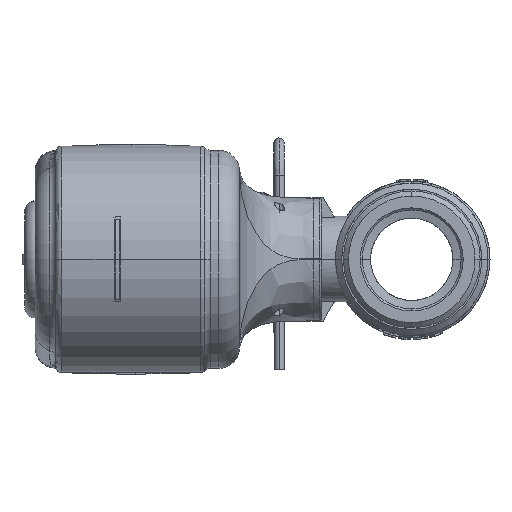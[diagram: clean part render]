
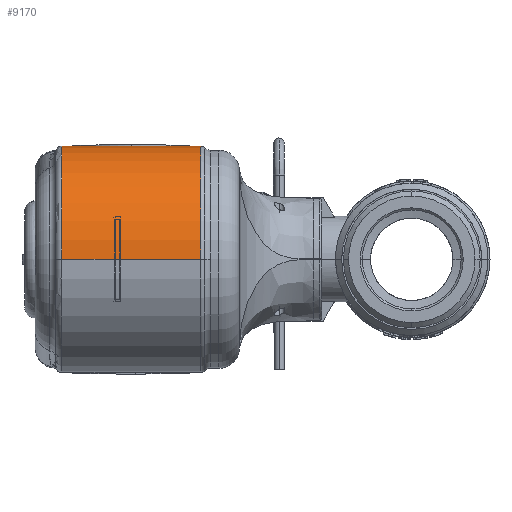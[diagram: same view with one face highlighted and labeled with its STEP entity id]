
A CAD part, left-side view. The second image highlights one B-rep face of the part: STEP entity #9170.
In plain terms, the highlighted cylindrical face has radius 27.5 mm (diameter 55 mm), a partial arc.
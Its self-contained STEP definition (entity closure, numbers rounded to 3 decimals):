
#5284=CARTESIAN_POINT('Vertex',(-68.365,44.932,281.111)) ;
#5287=CARTESIAN_POINT('Line Origine',(-68.365,28.089,281.111)) ;
#5291=CARTESIAN_POINT('Vertex',(-68.365,11.246,281.111)) ;
#6818=CARTESIAN_POINT('Vertex',(-95.865,44.932,253.611)) ;
#6843=CARTESIAN_POINT('Axis2P3D Location',(-68.365,44.932,253.611)) ;
#7016=CARTESIAN_POINT('Axis2P3D Location',(-68.365,46.432,253.611)) ;
#7021=CARTESIAN_POINT('Line Origine',(-95.865,46.432,253.611)) ;
#7025=CARTESIAN_POINT('Vertex',(-95.865,11.246,253.611)) ;
#9159=CARTESIAN_POINT('Axis2P3D Location',(-68.365,11.246,253.611)) ;
#5288=DIRECTION('Vector Direction',(0.,-1.,0.)) ;
#6844=DIRECTION('Axis2P3D Direction',(0.,-1.,0.)) ;
#7017=DIRECTION('Axis2P3D Direction',(0.,-1.,0.)) ;
#7018=DIRECTION('Axis2P3D XDirection',(0.,0.,1.)) ;
#7022=DIRECTION('Vector Direction',(0.,-1.,0.)) ;
#9160=DIRECTION('Axis2P3D Direction',(0.,-1.,0.)) ;
#6845=AXIS2_PLACEMENT_3D('Circle Axis2P3D',#6843,#6844,$) ;
#7019=AXIS2_PLACEMENT_3D('Cylinder Axis2P3D',#7016,#7017,#7018) ;
#9161=AXIS2_PLACEMENT_3D('Circle Axis2P3D',#9159,#9160,$) ;
#9165=ORIENTED_EDGE('',*,*,#5293,.F.) ;
#9166=ORIENTED_EDGE('',*,*,#6847,.T.) ;
#9167=ORIENTED_EDGE('',*,*,#7027,.T.) ;
#9168=ORIENTED_EDGE('',*,*,#9163,.T.) ;
#5289=VECTOR('Line Direction',#5288,1.) ;
#7023=VECTOR('Line Direction',#7022,1.) ;
#9170=ADVANCED_FACE('NAUO1',(#9169),#7020,.T.) ;
#6846=CIRCLE('generated circle',#6845,27.5) ;
#9162=CIRCLE('generated circle',#9161,27.5) ;
#7020=CYLINDRICAL_SURFACE('generated cylinder',#7019,27.5) ;
#5293=EDGE_CURVE('',#5285,#5292,#5290,.T.) ;
#6847=EDGE_CURVE('',#5285,#6819,#6846,.T.) ;
#7027=EDGE_CURVE('',#6819,#7026,#7024,.T.) ;
#9163=EDGE_CURVE('',#7026,#5292,#9162,.F.) ;
#9164=EDGE_LOOP('',(#9165,#9166,#9167,#9168)) ;
#9169=FACE_OUTER_BOUND('',#9164,.T.) ;
#5290=LINE('Line',#5287,#5289) ;
#7024=LINE('Line',#7021,#7023) ;
#5285=VERTEX_POINT('',#5284) ;
#5292=VERTEX_POINT('',#5291) ;
#6819=VERTEX_POINT('',#6818) ;
#7026=VERTEX_POINT('',#7025) ;
